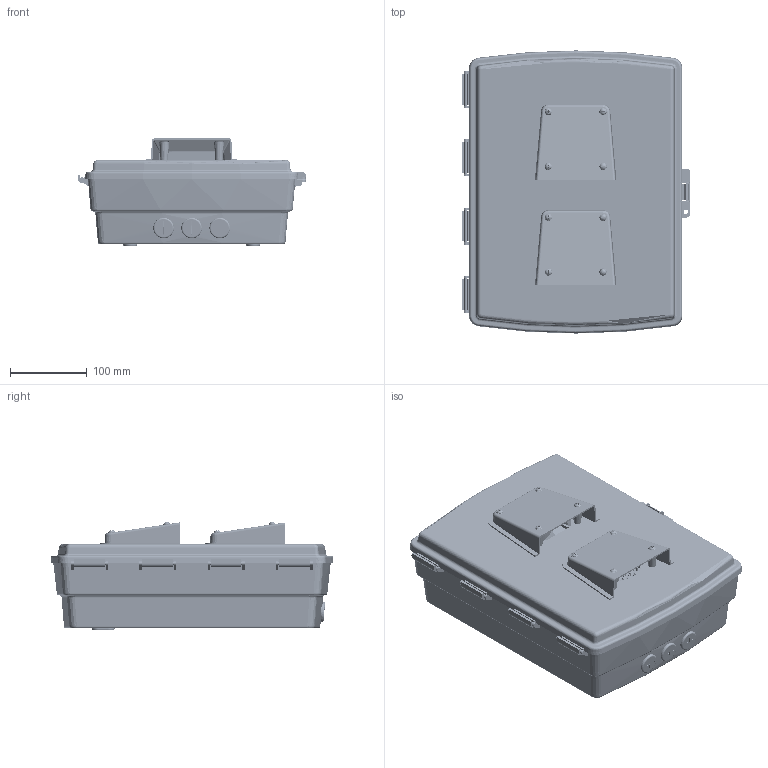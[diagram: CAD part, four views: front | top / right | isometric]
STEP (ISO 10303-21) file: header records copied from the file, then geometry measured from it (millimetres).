
FILE_DESCRIPTION (( 'STEP AP214' ), '1' );
FILE_NAME ('NBP141004-10FW_3D.step', '2025-10-23T15:24:27', ( '' ), ( '' ), 'SwSTEP 2.0', 'SolidWorks 2025', '' );
FILE_SCHEMA (( 'AUTOMOTIVE_DESIGN' ));
Length unit declared in the file: inch
Products named in the file (17): 8-32_fill with locknut-2; NBP141004_Panel; Fan Screen-All Wires-80x80 ALUM; 8-32_fill with locknut-1; Fan-80x80x25; NBP141004_Box; 1AM07-078; NBP141004_outletScrew; NBP141004-10FW_3D; 8-32x.5-PHP-MS; NBP141004_LowerPlate; NBP141004_120VAC outlet; NBP141004_PanelScrew; NBP1414004_Oring; NBP141004_ConduitGrommit; NBP141004_Lid-Vented; NBP141004_Velcro tape
Assembly tree (42 placements, depth 2):
  NBP141004-10FW_3D
    NBP141004_Box
    NBP141004_Lid-Vented
    NBP141004_ConduitGrommit  x3
    NBP141004_LowerPlate
    NBP141004_Panel
    NBP141004_120VAC outlet
    NBP141004_Velcro tape  x2
    1AM07-078  x2
    NBP1414004_Oring  x8
    Fan Screen-All Wires-80x80 ALUM
    8-32_fill with locknut-2  x4
    8-32x.5-PHP-MS  x8
    Fan-80x80x25
    8-32_fill with locknut-1  x4
    NBP141004_PanelScrew  x3
    NBP141004_outletScrew
Bounding box: 297.1 x 369 x 140.72 mm (x, y, z)
Volume: 1233739.3 mm3; surface area: 910125 mm2
Topology: 140 solids, 140 shells, 5285 faces, 11768 edges, 6854 vertices
Faces by surface type: cone 2590, plane 1169, cylinder 1072, torus 222, bspline 202, sphere 30
Entity records: 94720 total; most frequent: CARTESIAN_POINT 27175, DIRECTION 14052, ORIENTED_EDGE 13294, EDGE_CURVE 6647, AXIS2_PLACEMENT_3D 5502, VERTEX_POINT 4122, EDGE_LOOP 3271, VECTOR 3048
